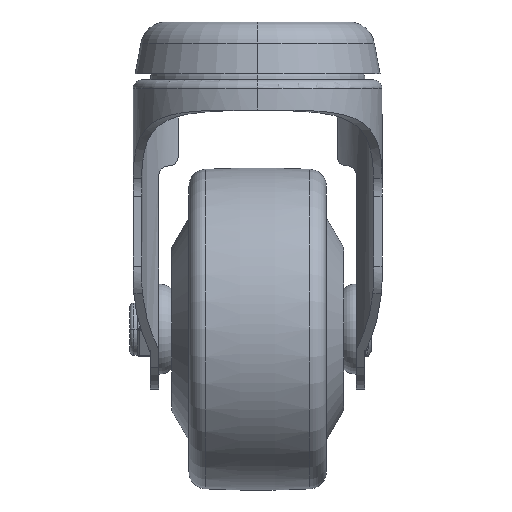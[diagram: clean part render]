
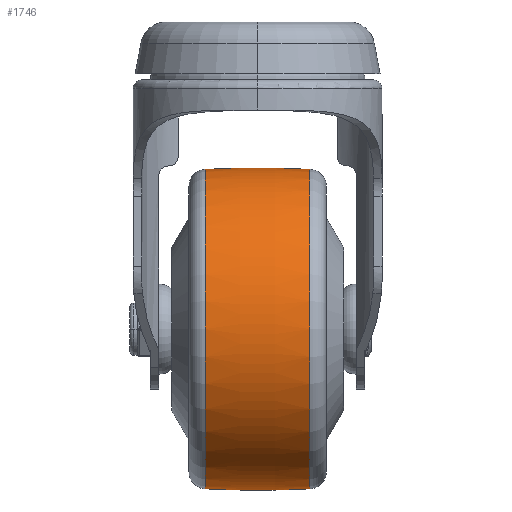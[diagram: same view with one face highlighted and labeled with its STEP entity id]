
A CAD part, left-side view. The second image highlights one B-rep face of the part: STEP entity #1746.
In plain terms, the highlighted toroidal (fillet/blend) face has major radius 218.75 mm and minor radius 256.25 mm.
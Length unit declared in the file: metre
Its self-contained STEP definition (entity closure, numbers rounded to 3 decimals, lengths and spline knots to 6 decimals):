
#1746=ADVANCED_FACE('',(#2757),#2758,.T.);
#2757=FACE_OUTER_BOUND('',#7162,.T.);
#2758=TOROIDAL_SURFACE('',#7163,-0.21875,0.25625);
#7162=EDGE_LOOP('',(#13579,#13580,#13581,#13582));
#7163=AXIS2_PLACEMENT_3D('',#13583,#13584,#13585);
#13579=ORIENTED_EDGE('',*,*,#19864,.T.);
#13580=ORIENTED_EDGE('',*,*,#19872,.F.);
#13581=ORIENTED_EDGE('',*,*,#19866,.T.);
#13582=ORIENTED_EDGE('',*,*,#19870,.T.);
#13583=CARTESIAN_POINT('',(0.0,0.,0.0));
#13584=DIRECTION('',(0.,-1.0,0.));
#13585=DIRECTION('',(0.0,0.,-1.0));
#19864=EDGE_CURVE('',#21978,#21970,#21979,.T.);
#19866=EDGE_CURVE('',#21973,#21980,#21982,.T.);
#19870=EDGE_CURVE('',#21980,#21978,#21988,.T.);
#19872=EDGE_CURVE('',#21973,#21970,#21990,.T.);
#21970=VERTEX_POINT('',#26109);
#21973=VERTEX_POINT('',#26112);
#21978=VERTEX_POINT('',#26117);
#21979=CIRCLE('',#26118,0.25625);
#21980=VERTEX_POINT('',#26119);
#21982=CIRCLE('',#26121,0.25625);
#21988=CIRCLE('',#26127,0.03721);
#21990=CIRCLE('',#26129,0.03721);
#26109=CARTESIAN_POINT('',(0.,-0.01219,-0.03721));
#26112=CARTESIAN_POINT('',(0.,-0.01219,0.03721));
#26117=CARTESIAN_POINT('',(0.,0.01219,-0.03721));
#26118=AXIS2_PLACEMENT_3D('',#33545,#33546,#33547);
#26119=CARTESIAN_POINT('',(0.,0.01219,0.03721));
#26121=AXIS2_PLACEMENT_3D('',#33551,#33552,#33553);
#26127=AXIS2_PLACEMENT_3D('',#33563,#33564,#33565);
#26129=AXIS2_PLACEMENT_3D('',#33569,#33570,#33571);
#33545=CARTESIAN_POINT('',(0.,0.,0.21875));
#33546=DIRECTION('',(-1.0,0.,0.));
#33547=DIRECTION('',(0.,0.,-1.0));
#33551=CARTESIAN_POINT('',(0.,0.,-0.21875));
#33552=DIRECTION('',(-1.0,0.,0.));
#33553=DIRECTION('',(0.,0.,1.0));
#33563=CARTESIAN_POINT('',(0.,0.01219,0.));
#33564=DIRECTION('',(0.,-1.0,0.));
#33565=DIRECTION('',(0.,0.,1.0));
#33569=CARTESIAN_POINT('',(0.,-0.01219,0.));
#33570=DIRECTION('',(0.,-1.0,0.));
#33571=DIRECTION('',(0.,0.,1.0));
